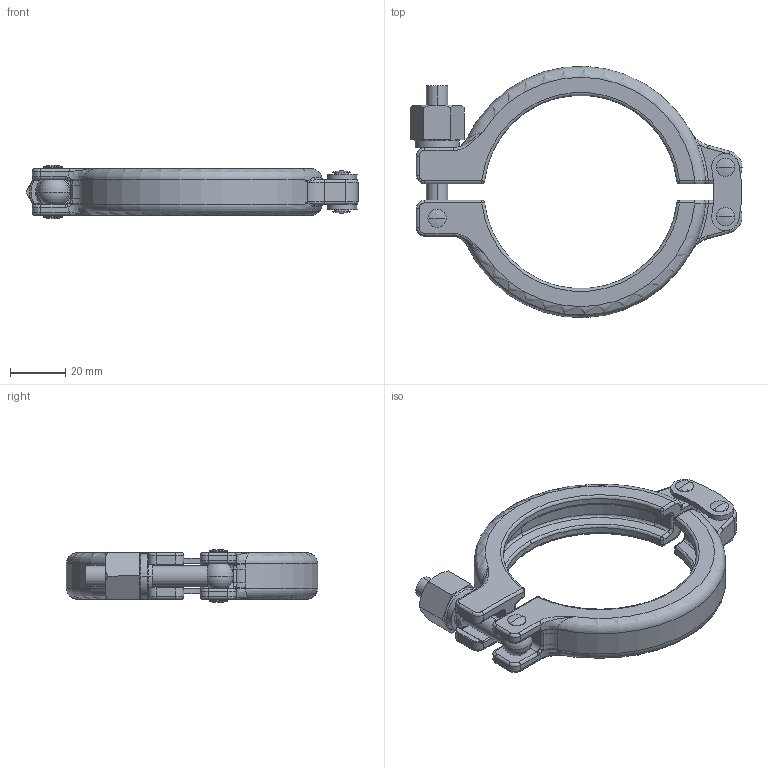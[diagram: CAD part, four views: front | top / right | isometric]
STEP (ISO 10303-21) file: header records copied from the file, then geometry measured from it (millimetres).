
FILE_DESCRIPTION (( 'STEP AP214' ), '1' );
FILE_NAME ('CL.SHX.0250 BLOCK.STEP', '2019-04-03T13:49:46', ( '' ), ( '' ), 'SwSTEP 2.0', 'SolidWorks 2019', '' );
FILE_SCHEMA (( 'AUTOMOTIVE_DESIGN' ));
Length unit declared in the file: millimetre
Products named in the file (1): CL.SHX.0250 BLOCK
Bounding box: 120.42 x 91.15 x 19.3 mm (x, y, z)
Volume: 45665.1 mm3; surface area: 21451 mm2
Topology: 3 solids, 3 shells, 415 faces, 980 edges, 558 vertices
Faces by surface type: cylinder 152, torus 77, plane 65, bspline 62, sphere 38, cone 21
Entity records: 14320 total; most frequent: CARTESIAN_POINT 5018, DIRECTION 2053, ORIENTED_EDGE 1910, EDGE_CURVE 955, AXIS2_PLACEMENT_3D 893, VERTEX_POINT 557, CIRCLE 539, EDGE_LOOP 440
